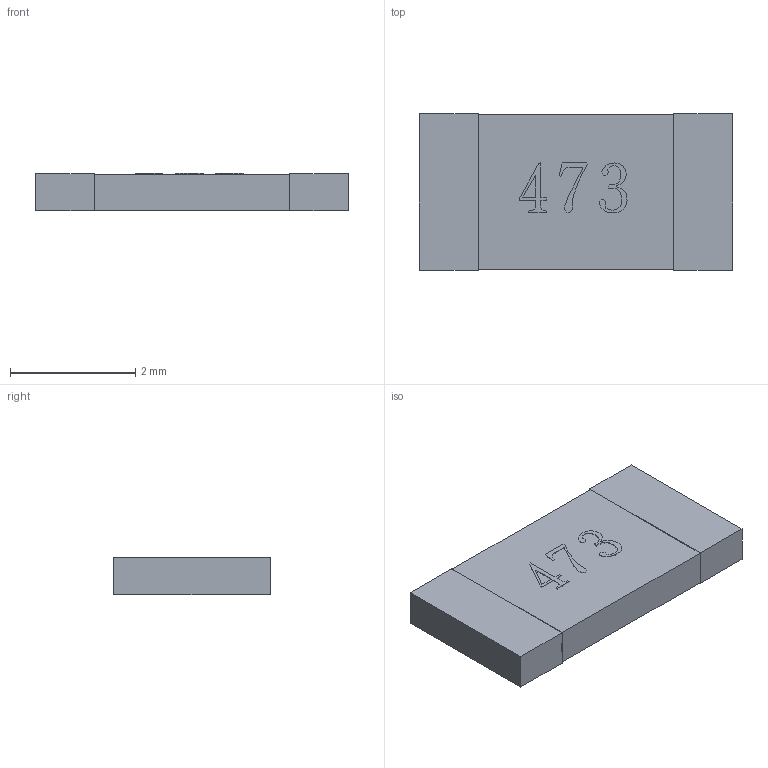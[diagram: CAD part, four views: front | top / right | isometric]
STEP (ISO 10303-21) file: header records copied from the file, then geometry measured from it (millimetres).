
FILE_DESCRIPTION(/* description */ (''),/* implementation_level */ '2;1');
FILE_NAME(/* name */ '0',/* time_stamp */ '2017-04-14T13:53:41+08:00',/* author */ (''),/* organization */ (''),/* preprocessor_version */ 'ST-DEVELOPER v15',/* originating_system */ 'MicroStation Version 08.11.09.714',/* authorisation */ '');
FILE_SCHEMA (('AUTOMOTIVE_DESIGN'));
Length unit declared in the file: millimetre
Products named in the file (6): 01; 02; 03; 04; 05; 06
Bounding box: 5 x 2.5 x 0.6 mm (x, y, z)
Volume: 7.3 mm3; surface area: 40.5 mm2
Topology: 6 solids, 6 shells, 137 faces, 375 edges, 250 vertices
Faces by surface type: plane 137
Entity records: 4447 total; most frequent: CARTESIAN_POINT 768, ORIENTED_EDGE 750, DIRECTION 661, VECTOR 375, LINE 375, EDGE_CURVE 375, VERTEX_POINT 250, AXIS2_PLACEMENT_3D 143
